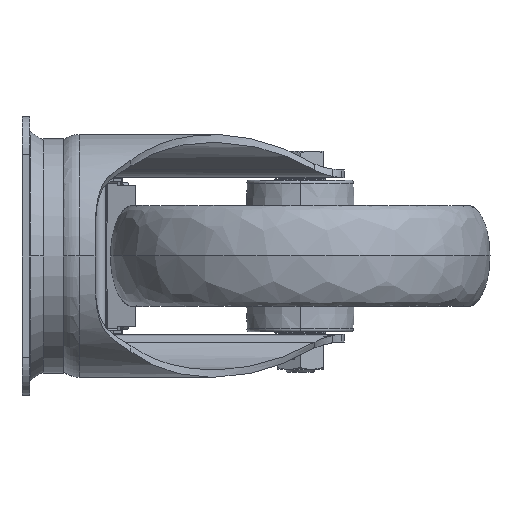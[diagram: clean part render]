
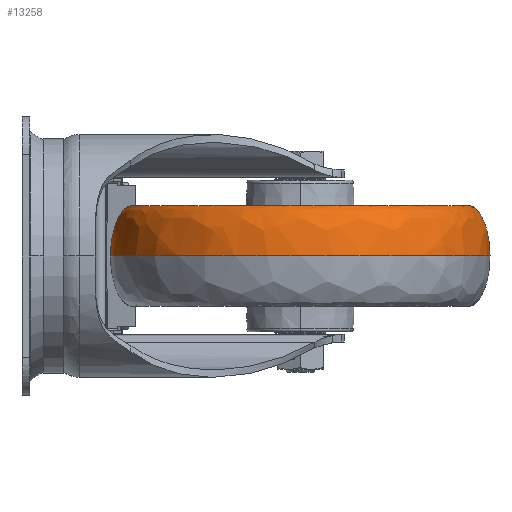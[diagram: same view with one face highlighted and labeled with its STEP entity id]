
A CAD part, left-side view. The second image highlights one B-rep face of the part: STEP entity #13258.
In plain terms, the highlighted free-form (B-spline) face has degree [3, 3] with [4, 4] control points.
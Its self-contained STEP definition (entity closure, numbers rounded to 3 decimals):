
#577 = CARTESIAN_POINT ( 'NONE',  ( 177.553, -185., -213.071 ) ) ;
#1723 =( BOUNDED_CURVE ( )  B_SPLINE_CURVE ( 3, ( #14696, #58161, #53484, #48115 ),
 .UNSPECIFIED., .F., .F. ) 
 B_SPLINE_CURVE_WITH_KNOTS ( ( 4, 4 ),
 ( 1.904, 4.712 ),
 .UNSPECIFIED. ) 
 CURVE ( )  GEOMETRIC_REPRESENTATION_ITEM ( )  RATIONAL_B_SPLINE_CURVE ( ( 1., 0.444, 0.444, 1. ) ) 
 REPRESENTATION_ITEM ( '' )  );
#2185 = CARTESIAN_POINT ( 'NONE',  ( 177.553, -167.983, -206.521 ) ) ;
#3487 = CARTESIAN_POINT ( 'NONE',  ( 177.553, -172.225, -178.544 ) ) ;
#5809 = VERTEX_POINT ( 'NONE', #53855 ) ;
#9599 = CARTESIAN_POINT ( 'NONE',  ( 177.553, -35., -213.071 ) ) ;
#10037 = DIRECTION ( 'NONE',  ( -1., 0., 0. ) ) ;
#10169 = ORIENTED_EDGE ( 'NONE', *, *, #63586, .T. ) ;
#10316 = CARTESIAN_POINT ( 'NONE',  ( 177.553, -185., -213.071 ) ) ;
#11519 = VERTEX_POINT ( 'NONE', #2185 ) ;
#13258 = ADVANCED_FACE ( 'NONE', ( #41605 ), #48142, .T. ) ;
#14276 = CARTESIAN_POINT ( 'NONE',  ( 177.553, -35., -183.461 ) ) ;
#14696 = CARTESIAN_POINT ( 'NONE',  ( 177.553, -167.983, -206.521 ) ) ;
#14996 = CARTESIAN_POINT ( 'NONE',  ( 177.553, -167.983, -206.521 ) ) ;
#20753 = CARTESIAN_POINT ( 'NONE',  ( 27.553, -35., -183.461 ) ) ;
#21391 = CARTESIAN_POINT ( 'NONE',  ( 177.553, -47.775, -178.544 ) ) ;
#21466 = CARTESIAN_POINT ( 'NONE',  ( 177.553, -52.017, -206.521 ) ) ;
#21738 = CIRCLE ( 'NONE', #26345, 57.983 ) ;
#22965 = DIRECTION ( 'NONE',  ( -1., 0., 0. ) ) ;
#23785 =( BOUNDED_CURVE ( )  B_SPLINE_CURVE ( 3, ( #33217, #21391, #65196, #37933 ),
 .UNSPECIFIED., .F., .F. ) 
 B_SPLINE_CURVE_WITH_KNOTS ( ( 4, 4 ),
 ( 1.904, 4.712 ),
 .UNSPECIFIED. ) 
 CURVE ( )  GEOMETRIC_REPRESENTATION_ITEM ( )  RATIONAL_B_SPLINE_CURVE ( ( 1., 0.444, 0.444, 1. ) ) 
 REPRESENTATION_ITEM ( '' )  );
#25201 = CIRCLE ( 'NONE', #29637, 75. ) ;
#26345 = AXIS2_PLACEMENT_3D ( 'NONE', #54938, #69980, #10037 ) ;
#28397 = EDGE_CURVE ( 'NONE', #11519, #59357, #21738, .T. ) ;
#28665 = EDGE_CURVE ( 'NONE', #59357, #5809, #61907, .T. ) ;
#29180 = DIRECTION ( 'NONE',  ( 0., 0., -1. ) ) ;
#29637 = AXIS2_PLACEMENT_3D ( 'NONE', #50606, #35163, #22965 ) ;
#33217 = CARTESIAN_POINT ( 'NONE',  ( 177.553, -52.017, -206.521 ) ) ;
#33602 = ORIENTED_EDGE ( 'NONE', *, *, #54323, .T. ) ;
#34227 = DIRECTION ( 'NONE',  ( -1., 0., 0. ) ) ;
#34953 = CARTESIAN_POINT ( 'NONE',  ( 177.553, -110., -206.521 ) ) ;
#35163 = DIRECTION ( 'NONE',  ( 0., 0., 1. ) ) ;
#35390 = VERTEX_POINT ( 'NONE', #48122 ) ;
#36012 = ORIENTED_EDGE ( 'NONE', *, *, #28397, .T. ) ;
#36926 = CARTESIAN_POINT ( 'NONE',  ( 53.102, -47.775, -178.544 ) ) ;
#37933 = CARTESIAN_POINT ( 'NONE',  ( 177.553, -35., -213.071 ) ) ;
#41025 = ORIENTED_EDGE ( 'NONE', *, *, #66705, .F. ) ;
#41605 = FACE_OUTER_BOUND ( 'NONE', #61425, .T. ) ;
#47341 = CARTESIAN_POINT ( 'NONE',  ( 61.588, -52.017, -206.521 ) ) ;
#48115 = CARTESIAN_POINT ( 'NONE',  ( 177.553, -185., -213.071 ) ) ;
#48122 = CARTESIAN_POINT ( 'NONE',  ( 177.553, -35., -213.071 ) ) ;
#48142 =( BOUNDED_SURFACE ( )  B_SPLINE_SURFACE ( 3, 3, ( 
 ( #21466, #47341, #53790, #14996 ),
 ( #63489, #36926, #53090, #3487 ),
 ( #14276, #20753, #59149, #64909 ),
 ( #9599, #59503, #64550, #10316 ) ),
 .UNSPECIFIED., .F., .F., .F. ) 
 B_SPLINE_SURFACE_WITH_KNOTS ( ( 4, 4 ),
 ( 4, 4 ),
 ( 0., 1. ),
 ( 0., 1. ),
 .UNSPECIFIED. ) 
 GEOMETRIC_REPRESENTATION_ITEM ( )  RATIONAL_B_SPLINE_SURFACE ( (
 ( 1., 0.333, 0.333, 1.),
 ( 0.444, 0.148, 0.148, 0.444),
 ( 0.444, 0.148, 0.148, 0.444),
 ( 1., 0.333, 0.333, 1.) ) ) 
 REPRESENTATION_ITEM ( '' )  SURFACE ( )  );
#50606 = CARTESIAN_POINT ( 'NONE',  ( 177.553, -110., -213.071 ) ) ;
#53090 = CARTESIAN_POINT ( 'NONE',  ( 53.102, -172.225, -178.544 ) ) ;
#53484 = CARTESIAN_POINT ( 'NONE',  ( 177.553, -185., -183.461 ) ) ;
#53790 = CARTESIAN_POINT ( 'NONE',  ( 61.588, -167.983, -206.521 ) ) ;
#53855 = CARTESIAN_POINT ( 'NONE',  ( 177.553, -52.017, -206.521 ) ) ;
#54323 = EDGE_CURVE ( 'NONE', #35390, #68330, #25201, .T. ) ;
#54938 = CARTESIAN_POINT ( 'NONE',  ( 177.553, -110., -206.521 ) ) ;
#57097 = ORIENTED_EDGE ( 'NONE', *, *, #28665, .T. ) ;
#58161 = CARTESIAN_POINT ( 'NONE',  ( 177.553, -172.225, -178.544 ) ) ;
#59149 = CARTESIAN_POINT ( 'NONE',  ( 27.553, -185., -183.461 ) ) ;
#59357 = VERTEX_POINT ( 'NONE', #63131 ) ;
#59503 = CARTESIAN_POINT ( 'NONE',  ( 27.553, -35., -213.071 ) ) ;
#61425 = EDGE_LOOP ( 'NONE', ( #57097, #10169, #33602, #41025, #36012 ) ) ;
#61907 = CIRCLE ( 'NONE', #67632, 57.983 ) ;
#63131 = CARTESIAN_POINT ( 'NONE',  ( 119.57, -110., -206.521 ) ) ;
#63489 = CARTESIAN_POINT ( 'NONE',  ( 177.553, -47.775, -178.544 ) ) ;
#63586 = EDGE_CURVE ( 'NONE', #5809, #35390, #23785, .T. ) ;
#64550 = CARTESIAN_POINT ( 'NONE',  ( 27.553, -185., -213.071 ) ) ;
#64909 = CARTESIAN_POINT ( 'NONE',  ( 177.553, -185., -183.461 ) ) ;
#65196 = CARTESIAN_POINT ( 'NONE',  ( 177.553, -35., -183.461 ) ) ;
#66705 = EDGE_CURVE ( 'NONE', #11519, #68330, #1723, .T. ) ;
#67632 = AXIS2_PLACEMENT_3D ( 'NONE', #34953, #29180, #34227 ) ;
#68330 = VERTEX_POINT ( 'NONE', #577 ) ;
#69980 = DIRECTION ( 'NONE',  ( 0., 0., -1. ) ) ;
